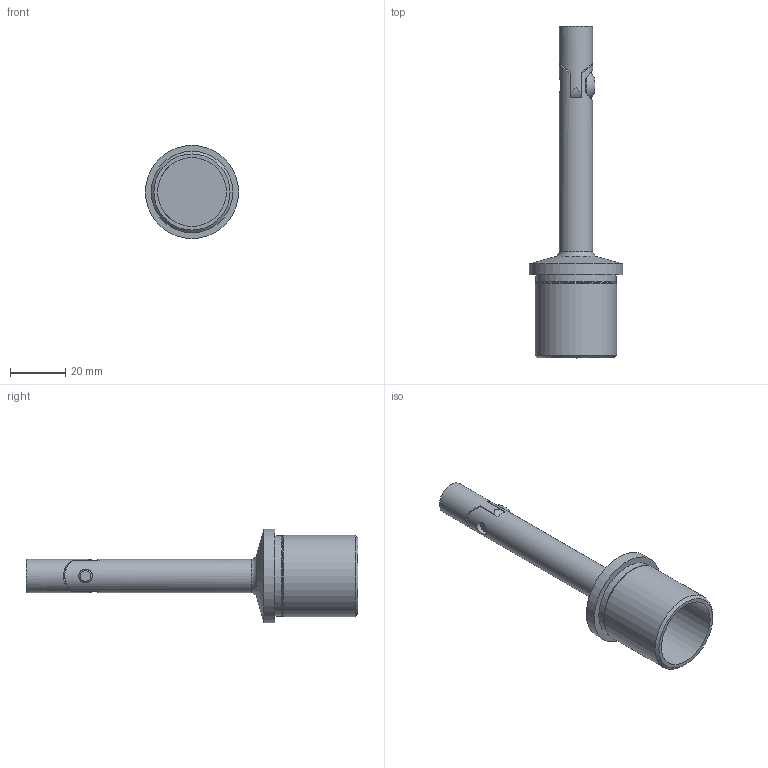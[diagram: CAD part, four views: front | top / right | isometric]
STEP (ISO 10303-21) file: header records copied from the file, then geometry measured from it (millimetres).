
FILE_DESCRIPTION (( 'STEP AP203' ), '1' );
FILE_NAME ('60430-V4A.step', '2021-11-26T09:21:03', ( '' ), ( '' ), 'SwSTEP 2.0', 'SolidWorks 2018', '' );
FILE_SCHEMA (( 'CONFIG_CONTROL_DESIGN' ));
Length unit declared in the file: millimetre
Products named in the file (7): 60430-V4A Teil1; 60430-V4A Teil3; 60430-V4A Teil3_M6x8; 60430-V4A; 60430-V4A Teil2
Assembly tree (3 placements, depth 2):
  60430-V4A Teil1
  60430-V4A Teil3
  60430-V4A
    60430-V4A Teil1
    60430-V4A Teil2
    60430-V4A Teil3_M6x8
  60430-V4A Teil2
Bounding box: 33.7 x 120 x 33.7 mm (x, y, z)
Volume: 19835.4 mm3; surface area: 11726 mm2
Topology: 3 solids, 3 shells, 277 faces, 695 edges, 456 vertices
Faces by surface type: plane 129, bspline 89, cylinder 45, cone 11, torus 2, sphere 1
Full cylindrical faces by diameter (mm): 4.773 x1, 5 x1, 6.5 x1, 6.6 x1, 10.5 x1, 12 x2, 24.9 x1, 28.96 x1, 29.5 x1, 33.7 x1
Entity records: 12809 total; most frequent: CARTESIAN_POINT 6237, ORIENTED_EDGE 1350, DIRECTION 971, EDGE_CURVE 675, VERTEX_POINT 454, EDGE_LOOP 333, AXIS2_PLACEMENT_3D 332, VECTOR 307
